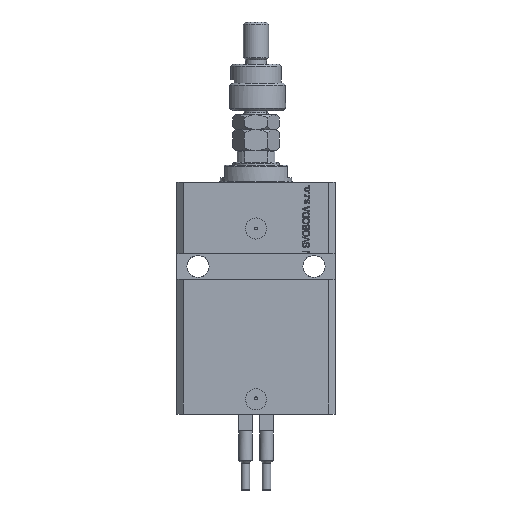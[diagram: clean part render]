
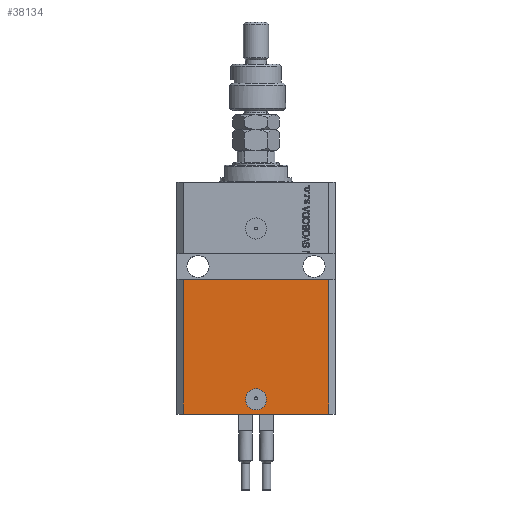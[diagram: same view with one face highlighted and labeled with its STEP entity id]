
A CAD part, front view. The second image highlights one B-rep face of the part: STEP entity #38134.
In plain terms, the highlighted planar face has unit normal (0, -1, 0).
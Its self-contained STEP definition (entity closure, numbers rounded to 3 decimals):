
#1089 = AXIS2_PLACEMENT_3D ( 'NONE', #30141, #26070, #25812 ) ;
#2201 = VECTOR ( 'NONE', #16492, 1000. ) ;
#2723 = LINE ( 'NONE', #18309, #14342 ) ;
#2749 = DIRECTION ( 'NONE',  ( 0., -1., 0. ) ) ;
#3849 = CARTESIAN_POINT ( 'NONE',  ( 5., -27.5, -103. ) ) ;
#4245 = LINE ( 'NONE', #42755, #38477 ) ;
#4332 = CIRCLE ( 'NONE', #1089, 5. ) ;
#4824 = CARTESIAN_POINT ( 'NONE',  ( -34.5, -27.5, -110. ) ) ;
#6583 = VERTEX_POINT ( 'NONE', #3849 ) ;
#8819 = CARTESIAN_POINT ( 'NONE',  ( 34.5, -27.5, -110. ) ) ;
#10398 = AXIS2_PLACEMENT_3D ( 'NONE', #4824, #2749, #21655 ) ;
#12765 = CARTESIAN_POINT ( 'NONE',  ( 0., -27.5, -103. ) ) ;
#13028 = DIRECTION ( 'NONE',  ( 1., 0., 0. ) ) ;
#14342 = VECTOR ( 'NONE', #25452, 1000. ) ;
#15754 = DIRECTION ( 'NONE',  ( 1., 0., 0. ) ) ;
#16240 = ORIENTED_EDGE ( 'NONE', *, *, #28023, .F. ) ;
#16492 = DIRECTION ( 'NONE',  ( 0., 0., 1. ) ) ;
#16863 = DIRECTION ( 'NONE',  ( 0., -1., 0. ) ) ;
#17028 = VERTEX_POINT ( 'NONE', #28586 ) ;
#17159 = CARTESIAN_POINT ( 'NONE',  ( -34.5, -27.5, -110. ) ) ;
#17195 = EDGE_CURVE ( 'NONE', #6583, #34204, #4332, .T. ) ;
#18244 = ORIENTED_EDGE ( 'NONE', *, *, #43819, .T. ) ;
#18309 = CARTESIAN_POINT ( 'NONE',  ( -34.5, -27.5, -110. ) ) ;
#18639 = CARTESIAN_POINT ( 'NONE',  ( -37.5, -27.5, -46. ) ) ;
#20030 = AXIS2_PLACEMENT_3D ( 'NONE', #12765, #16863, #13028 ) ;
#20642 = EDGE_CURVE ( 'NONE', #49585, #42726, #4245, .T. ) ;
#20819 = LINE ( 'NONE', #8819, #2201 ) ;
#21655 = DIRECTION ( 'NONE',  ( 0., 0., -1. ) ) ;
#21957 = DIRECTION ( 'NONE',  ( 1., 0., 0. ) ) ;
#22027 = VERTEX_POINT ( 'NONE', #45725 ) ;
#23972 = FACE_BOUND ( 'NONE', #28957, .T. ) ;
#24311 = ORIENTED_EDGE ( 'NONE', *, *, #17195, .F. ) ;
#25452 = DIRECTION ( 'NONE',  ( 0., 0., 1. ) ) ;
#25812 = DIRECTION ( 'NONE',  ( 1., 0., 0. ) ) ;
#26070 = DIRECTION ( 'NONE',  ( 0., -1., 0. ) ) ;
#28023 = EDGE_CURVE ( 'NONE', #22027, #17028, #45377, .T. ) ;
#28564 = ORIENTED_EDGE ( 'NONE', *, *, #34180, .F. ) ;
#28586 = CARTESIAN_POINT ( 'NONE',  ( 34.5, -27.5, -46. ) ) ;
#28957 = EDGE_LOOP ( 'NONE', ( #24311, #42420 ) ) ;
#30141 = CARTESIAN_POINT ( 'NONE',  ( 0., -27.5, -103. ) ) ;
#33023 = EDGE_CURVE ( 'NONE', #34204, #6583, #45228, .T. ) ;
#34180 = EDGE_CURVE ( 'NONE', #49585, #22027, #2723, .T. ) ;
#34204 = VERTEX_POINT ( 'NONE', #40482 ) ;
#34371 = EDGE_LOOP ( 'NONE', ( #16240, #28564, #41787, #18244 ) ) ;
#38134 = ADVANCED_FACE ( 'NONE', ( #23972, #39491 ), #39752, .T. ) ;
#38477 = VECTOR ( 'NONE', #15754, 1000. ) ;
#39491 = FACE_OUTER_BOUND ( 'NONE', #34371, .T. ) ;
#39752 = PLANE ( 'NONE',  #10398 ) ;
#40482 = CARTESIAN_POINT ( 'NONE',  ( -5., -27.5, -103. ) ) ;
#41787 = ORIENTED_EDGE ( 'NONE', *, *, #20642, .T. ) ;
#42420 = ORIENTED_EDGE ( 'NONE', *, *, #33023, .F. ) ;
#42726 = VERTEX_POINT ( 'NONE', #46807 ) ;
#42755 = CARTESIAN_POINT ( 'NONE',  ( -34.5, -27.5, -110. ) ) ;
#43819 = EDGE_CURVE ( 'NONE', #42726, #17028, #20819, .T. ) ;
#45228 = CIRCLE ( 'NONE', #20030, 5. ) ;
#45377 = LINE ( 'NONE', #18639, #48434 ) ;
#45725 = CARTESIAN_POINT ( 'NONE',  ( -34.5, -27.5, -46. ) ) ;
#46807 = CARTESIAN_POINT ( 'NONE',  ( 34.5, -27.5, -110. ) ) ;
#48434 = VECTOR ( 'NONE', #21957, 1000. ) ;
#49585 = VERTEX_POINT ( 'NONE', #17159 ) ;
